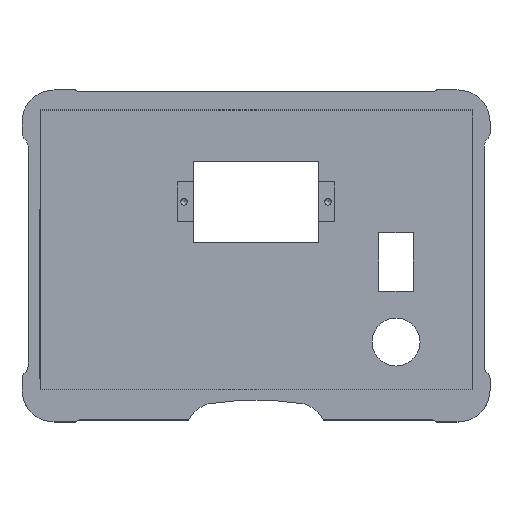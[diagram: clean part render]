
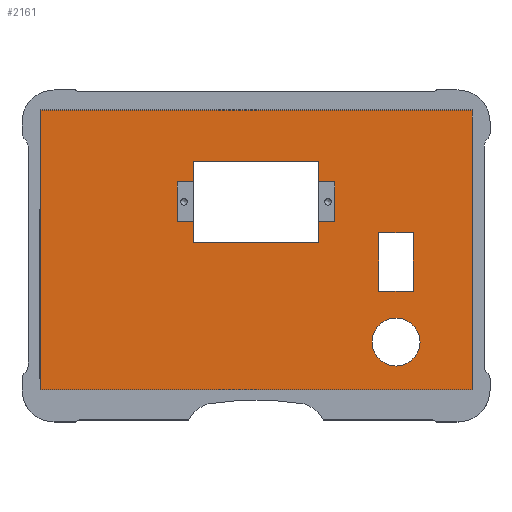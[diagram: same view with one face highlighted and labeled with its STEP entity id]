
A CAD part, top view. The second image highlights one B-rep face of the part: STEP entity #2161.
In plain terms, the highlighted planar face has unit normal (0, 0, 1).
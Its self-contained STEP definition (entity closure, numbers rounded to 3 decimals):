
#1716 = VERTEX_POINT('',#1717);
#1717 = CARTESIAN_POINT('',(41.,20.,2.));
#1723 = EDGE_CURVE('',#1716,#1716,#1724,.T.);
#1724 = CIRCLE('',#1725,6.);
#1725 = AXIS2_PLACEMENT_3D('',#1726,#1727,#1728);
#1726 = CARTESIAN_POINT('',(35.,20.,2.));
#1727 = DIRECTION('',(0.,0.,-1.));
#1728 = DIRECTION('',(1.,0.,0.));
#1741 = VERTEX_POINT('',#1742);
#1742 = CARTESIAN_POINT('',(-54.,53.2,2.));
#1772 = VERTEX_POINT('',#1773);
#1773 = CARTESIAN_POINT('',(-54.,10.8,2.));
#1779 = EDGE_CURVE('',#1741,#1772,#1780,.T.);
#1780 = LINE('',#1781,#1782);
#1781 = CARTESIAN_POINT('',(-54.,53.2,2.));
#1782 = VECTOR('',#1783,1.);
#1783 = DIRECTION('',(0.,-1.,0.));
#1830 = VERTEX_POINT('',#1831);
#1831 = CARTESIAN_POINT('',(30.7,32.7,2.));
#1837 = EDGE_CURVE('',#1838,#1830,#1840,.T.);
#1838 = VERTEX_POINT('',#1839);
#1839 = CARTESIAN_POINT('',(30.7,47.3,2.));
#1840 = LINE('',#1841,#1842);
#1841 = CARTESIAN_POINT('',(30.7,37.85,2.));
#1842 = VECTOR('',#1843,1.);
#1843 = DIRECTION('',(0.,-1.,0.));
#1861 = EDGE_CURVE('',#1862,#1838,#1864,.T.);
#1862 = VERTEX_POINT('',#1863);
#1863 = CARTESIAN_POINT('',(39.3,47.3,2.));
#1864 = LINE('',#1865,#1866);
#1865 = CARTESIAN_POINT('',(15.35,47.3,2.));
#1866 = VECTOR('',#1867,1.);
#1867 = DIRECTION('',(-1.,0.,0.));
#1885 = EDGE_CURVE('',#1886,#1862,#1888,.T.);
#1886 = VERTEX_POINT('',#1887);
#1887 = CARTESIAN_POINT('',(39.3,32.7,2.));
#1888 = LINE('',#1889,#1890);
#1889 = CARTESIAN_POINT('',(39.3,45.15,2.));
#1890 = VECTOR('',#1891,1.);
#1891 = DIRECTION('',(0.,1.,0.));
#1909 = EDGE_CURVE('',#1830,#1886,#1910,.T.);
#1910 = LINE('',#1911,#1912);
#1911 = CARTESIAN_POINT('',(19.65,32.7,2.));
#1912 = VECTOR('',#1913,1.);
#1913 = DIRECTION('',(1.,0.,0.));
#1924 = EDGE_CURVE('',#1925,#1927,#1929,.T.);
#1925 = VERTEX_POINT('',#1926);
#1926 = CARTESIAN_POINT('',(-15.685,65.05,2.));
#1927 = VERTEX_POINT('',#1928);
#1928 = CARTESIAN_POINT('',(-15.685,60.025,2.));
#1929 = LINE('',#1930,#1931);
#1930 = CARTESIAN_POINT('',(-15.685,65.05,2.));
#1931 = VECTOR('',#1932,1.);
#1932 = DIRECTION('',(0.,-1.,0.));
#1942 = VERTEX_POINT('',#1943);
#1943 = CARTESIAN_POINT('',(-15.685,45.,2.));
#1949 = EDGE_CURVE('',#1950,#1942,#1952,.T.);
#1950 = VERTEX_POINT('',#1951);
#1951 = CARTESIAN_POINT('',(-15.685,50.025,2.));
#1952 = LINE('',#1953,#1954);
#1953 = CARTESIAN_POINT('',(-15.685,65.05,2.));
#1954 = VECTOR('',#1955,1.);
#1955 = DIRECTION('',(0.,-1.,0.));
#1971 = EDGE_CURVE('',#1942,#1972,#1974,.T.);
#1972 = VERTEX_POINT('',#1973);
#1973 = CARTESIAN_POINT('',(15.685,45.,2.));
#1974 = LINE('',#1975,#1976);
#1975 = CARTESIAN_POINT('',(-15.685,45.,2.));
#1976 = VECTOR('',#1977,1.);
#1977 = DIRECTION('',(1.,0.,0.));
#1995 = EDGE_CURVE('',#1996,#1925,#1998,.T.);
#1996 = VERTEX_POINT('',#1997);
#1997 = CARTESIAN_POINT('',(15.685,65.05,2.));
#1998 = LINE('',#1999,#2000);
#1999 = CARTESIAN_POINT('',(15.685,65.05,2.));
#2000 = VECTOR('',#2001,1.);
#2001 = DIRECTION('',(-1.,0.,0.));
#2019 = EDGE_CURVE('',#1972,#2020,#2022,.T.);
#2020 = VERTEX_POINT('',#2021);
#2021 = CARTESIAN_POINT('',(15.685,50.025,2.));
#2022 = LINE('',#2023,#2024);
#2023 = CARTESIAN_POINT('',(15.685,45.,2.));
#2024 = VECTOR('',#2025,1.);
#2025 = DIRECTION('',(0.,1.,0.));
#2030 = EDGE_CURVE('',#2031,#1996,#2033,.T.);
#2031 = VERTEX_POINT('',#2032);
#2032 = CARTESIAN_POINT('',(15.685,60.025,2.));
#2033 = LINE('',#2034,#2035);
#2034 = CARTESIAN_POINT('',(15.685,45.,2.));
#2035 = VECTOR('',#2036,1.);
#2036 = DIRECTION('',(0.,1.,0.));
#2054 = VERTEX_POINT('',#2055);
#2055 = CARTESIAN_POINT('',(-54.,78.,2.));
#2061 = EDGE_CURVE('',#2062,#2054,#2064,.T.);
#2062 = VERTEX_POINT('',#2063);
#2063 = CARTESIAN_POINT('',(54.,78.,2.));
#2064 = LINE('',#2065,#2066);
#2065 = CARTESIAN_POINT('',(54.,78.,2.));
#2066 = VECTOR('',#2067,1.);
#2067 = DIRECTION('',(-1.,0.,0.));
#2084 = VERTEX_POINT('',#2085);
#2085 = CARTESIAN_POINT('',(54.,8.,2.));
#2091 = EDGE_CURVE('',#2084,#2062,#2092,.T.);
#2092 = LINE('',#2093,#2094);
#2093 = CARTESIAN_POINT('',(54.,8.,2.));
#2094 = VECTOR('',#2095,1.);
#2095 = DIRECTION('',(0.,1.,0.));
#2108 = VERTEX_POINT('',#2109);
#2109 = CARTESIAN_POINT('',(-54.,8.,2.));
#2115 = EDGE_CURVE('',#2108,#2084,#2116,.T.);
#2116 = LINE('',#2117,#2118);
#2117 = CARTESIAN_POINT('',(-54.,8.,2.));
#2118 = VECTOR('',#2119,1.);
#2119 = DIRECTION('',(1.,0.,0.));
#2133 = EDGE_CURVE('',#1772,#2108,#2134,.T.);
#2134 = LINE('',#2135,#2136);
#2135 = CARTESIAN_POINT('',(-54.,78.,2.));
#2136 = VECTOR('',#2137,1.);
#2137 = DIRECTION('',(0.,-1.,0.));
#2150 = EDGE_CURVE('',#2054,#1741,#2151,.T.);
#2151 = LINE('',#2152,#2153);
#2152 = CARTESIAN_POINT('',(-54.,78.,2.));
#2153 = VECTOR('',#2154,1.);
#2154 = DIRECTION('',(0.,-1.,0.));
#2161 = ADVANCED_FACE('',(#2162,#2170,#2173,#2225),#2231,.T.);
#2162 = FACE_BOUND('',#2163,.T.);
#2163 = EDGE_LOOP('',(#2164,#2165,#2166,#2167,#2168,#2169));
#2164 = ORIENTED_EDGE('',*,*,#2061,.T.);
#2165 = ORIENTED_EDGE('',*,*,#2150,.T.);
#2166 = ORIENTED_EDGE('',*,*,#1779,.T.);
#2167 = ORIENTED_EDGE('',*,*,#2133,.T.);
#2168 = ORIENTED_EDGE('',*,*,#2115,.T.);
#2169 = ORIENTED_EDGE('',*,*,#2091,.T.);
#2170 = FACE_BOUND('',#2171,.T.);
#2171 = EDGE_LOOP('',(#2172));
#2172 = ORIENTED_EDGE('',*,*,#1723,.T.);
#2173 = FACE_BOUND('',#2174,.T.);
#2174 = EDGE_LOOP('',(#2175,#2176,#2177,#2178,#2186,#2194,#2200,#2201,
    #2202,#2203,#2211,#2219));
#2175 = ORIENTED_EDGE('',*,*,#1924,.F.);
#2176 = ORIENTED_EDGE('',*,*,#1995,.F.);
#2177 = ORIENTED_EDGE('',*,*,#2030,.F.);
#2178 = ORIENTED_EDGE('',*,*,#2179,.T.);
#2179 = EDGE_CURVE('',#2031,#2180,#2182,.T.);
#2180 = VERTEX_POINT('',#2181);
#2181 = CARTESIAN_POINT('',(19.685,60.025,2.));
#2182 = LINE('',#2183,#2184);
#2183 = CARTESIAN_POINT('',(15.685,60.025,2.));
#2184 = VECTOR('',#2185,1.);
#2185 = DIRECTION('',(1.,0.,0.));
#2186 = ORIENTED_EDGE('',*,*,#2187,.T.);
#2187 = EDGE_CURVE('',#2180,#2188,#2190,.T.);
#2188 = VERTEX_POINT('',#2189);
#2189 = CARTESIAN_POINT('',(19.685,50.025,2.));
#2190 = LINE('',#2191,#2192);
#2191 = CARTESIAN_POINT('',(19.685,60.025,2.));
#2192 = VECTOR('',#2193,1.);
#2193 = DIRECTION('',(0.,-1.,0.));
#2194 = ORIENTED_EDGE('',*,*,#2195,.T.);
#2195 = EDGE_CURVE('',#2188,#2020,#2196,.T.);
#2196 = LINE('',#2197,#2198);
#2197 = CARTESIAN_POINT('',(19.685,50.025,2.));
#2198 = VECTOR('',#2199,1.);
#2199 = DIRECTION('',(-1.,0.,0.));
#2200 = ORIENTED_EDGE('',*,*,#2019,.F.);
#2201 = ORIENTED_EDGE('',*,*,#1971,.F.);
#2202 = ORIENTED_EDGE('',*,*,#1949,.F.);
#2203 = ORIENTED_EDGE('',*,*,#2204,.F.);
#2204 = EDGE_CURVE('',#2205,#1950,#2207,.T.);
#2205 = VERTEX_POINT('',#2206);
#2206 = CARTESIAN_POINT('',(-19.685,50.025,2.));
#2207 = LINE('',#2208,#2209);
#2208 = CARTESIAN_POINT('',(-19.685,50.025,2.));
#2209 = VECTOR('',#2210,1.);
#2210 = DIRECTION('',(1.,0.,0.));
#2211 = ORIENTED_EDGE('',*,*,#2212,.F.);
#2212 = EDGE_CURVE('',#2213,#2205,#2215,.T.);
#2213 = VERTEX_POINT('',#2214);
#2214 = CARTESIAN_POINT('',(-19.685,60.025,2.));
#2215 = LINE('',#2216,#2217);
#2216 = CARTESIAN_POINT('',(-19.685,60.025,2.));
#2217 = VECTOR('',#2218,1.);
#2218 = DIRECTION('',(0.,-1.,0.));
#2219 = ORIENTED_EDGE('',*,*,#2220,.F.);
#2220 = EDGE_CURVE('',#1927,#2213,#2221,.T.);
#2221 = LINE('',#2222,#2223);
#2222 = CARTESIAN_POINT('',(-15.685,60.025,2.));
#2223 = VECTOR('',#2224,1.);
#2224 = DIRECTION('',(-1.,0.,0.));
#2225 = FACE_BOUND('',#2226,.T.);
#2226 = EDGE_LOOP('',(#2227,#2228,#2229,#2230));
#2227 = ORIENTED_EDGE('',*,*,#1837,.F.);
#2228 = ORIENTED_EDGE('',*,*,#1861,.F.);
#2229 = ORIENTED_EDGE('',*,*,#1885,.F.);
#2230 = ORIENTED_EDGE('',*,*,#1909,.F.);
#2231 = PLANE('',#2232);
#2232 = AXIS2_PLACEMENT_3D('',#2233,#2234,#2235);
#2233 = CARTESIAN_POINT('',(0.,43.,2.));
#2234 = DIRECTION('',(0.,0.,1.));
#2235 = DIRECTION('',(1.,0.,0.));
